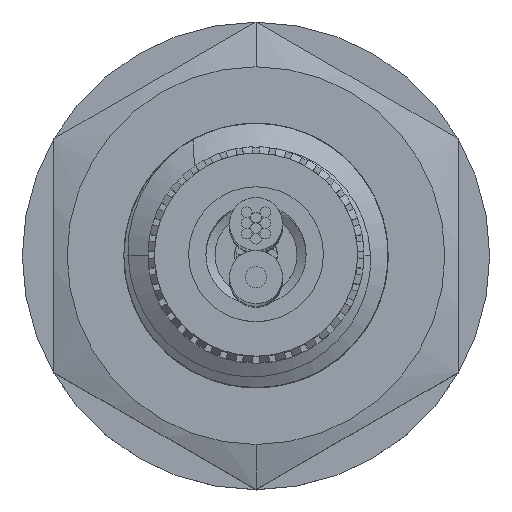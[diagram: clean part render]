
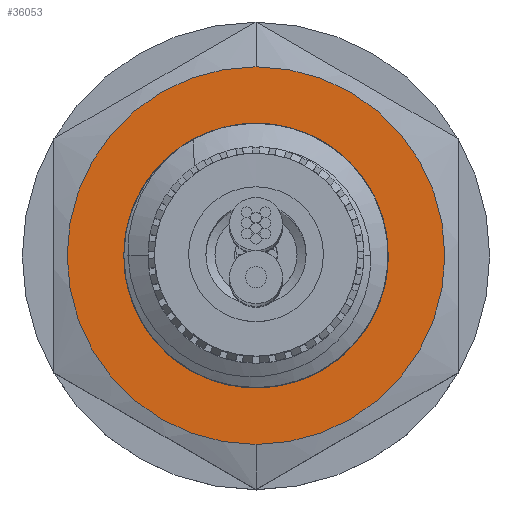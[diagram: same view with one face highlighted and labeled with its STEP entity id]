
A CAD part, top view. The second image highlights one B-rep face of the part: STEP entity #36053.
In plain terms, the highlighted planar face has unit normal (0, 0, 1).
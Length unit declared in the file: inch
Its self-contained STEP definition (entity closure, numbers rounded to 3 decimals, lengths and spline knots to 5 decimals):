
#35748=CARTESIAN_POINT('',(0.,0.,0.0625));
#35749=DIRECTION('',(0.,0.,1.));
#35750=DIRECTION('',(-1.,0.,0.));
#35751=AXIS2_PLACEMENT_3D('',#35748,#35749,#35750);
#35753=CARTESIAN_POINT('',(0.,0.,0.0625));
#35754=DIRECTION('',(0.,0.,1.));
#35755=DIRECTION('',(1.,0.,0.));
#35756=AXIS2_PLACEMENT_3D('',#35753,#35754,#35755);
#35758=CARTESIAN_POINT('',(0.,0.,0.0625));
#35759=DIRECTION('',(0.,0.,-1.));
#35760=DIRECTION('',(0.,1.,0.));
#35761=AXIS2_PLACEMENT_3D('',#35758,#35759,#35760);
#35763=CARTESIAN_POINT('',(0.,0.,0.0625));
#35764=DIRECTION('',(0.,0.,-1.));
#35765=DIRECTION('',(0.,-1.,0.));
#35766=AXIS2_PLACEMENT_3D('',#35763,#35764,#35765);
#35968=CARTESIAN_POINT('',(-0.1035,0.,0.0625));
#35969=CARTESIAN_POINT('',(0.1035,0.,0.0625));
#35970=VERTEX_POINT('',#35968);
#35971=VERTEX_POINT('',#35969);
#35976=CARTESIAN_POINT('',(0.,0.175,0.0625));
#35977=CARTESIAN_POINT('',(0.,-0.175,0.0625));
#35978=VERTEX_POINT('',#35976);
#35979=VERTEX_POINT('',#35977);
#36038=CARTESIAN_POINT('',(0.,0.,0.0625));
#36039=DIRECTION('',(0.,0.,1.));
#36040=DIRECTION('',(1.,0.,0.));
#36041=AXIS2_PLACEMENT_3D('',#36038,#36039,#36040);
#36042=PLANE('',#36041);
#36044=ORIENTED_EDGE('',*,*,#36043,.T.);
#36046=ORIENTED_EDGE('',*,*,#36045,.T.);
#36047=EDGE_LOOP('',(#36044,#36046));
#36048=FACE_OUTER_BOUND('',#36047,.F.);
#36049=ORIENTED_EDGE('',*,*,#36018,.T.);
#36050=ORIENTED_EDGE('',*,*,#36032,.T.);
#36051=EDGE_LOOP('',(#36049,#36050));
#36052=FACE_BOUND('',#36051,.F.);
#36053=ADVANCED_FACE('',(#36048,#36052),#36042,.T.);
#35752=CIRCLE('',#35751,0.1035);
#35757=CIRCLE('',#35756,0.1035);
#35762=CIRCLE('',#35761,0.175);
#35767=CIRCLE('',#35766,0.175);
#36018=EDGE_CURVE('',#35970,#35971,#35752,.T.);
#36032=EDGE_CURVE('',#35971,#35970,#35757,.T.);
#36043=EDGE_CURVE('',#35978,#35979,#35762,.T.);
#36045=EDGE_CURVE('',#35979,#35978,#35767,.T.);
